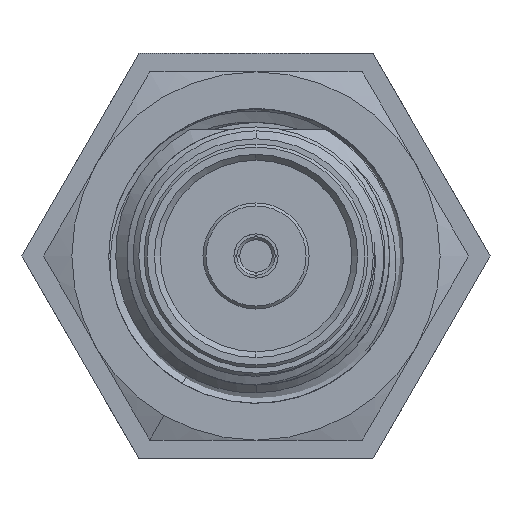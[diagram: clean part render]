
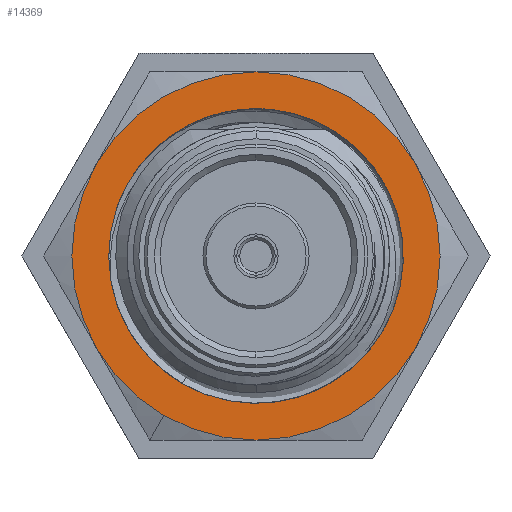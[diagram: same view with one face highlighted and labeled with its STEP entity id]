
A CAD part, left-side view. The second image highlights one B-rep face of the part: STEP entity #14369.
In plain terms, the highlighted planar face has unit normal (-1, 0, 0).
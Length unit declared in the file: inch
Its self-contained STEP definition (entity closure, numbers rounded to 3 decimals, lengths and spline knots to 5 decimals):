
#40 = CARTESIAN_POINT ( 'NONE',  ( 0.418, 0., 0. ) ) ;
#84 = CIRCLE ( 'NONE', #5501, 0.3125 ) ;
#265 = CARTESIAN_POINT ( 'NONE',  ( 0.418, 0., 0. ) ) ;
#491 = DIRECTION ( 'NONE',  ( -1., 0., 0. ) ) ;
#496 = DIRECTION ( 'NONE',  ( -1., 0., 0. ) ) ;
#500 = CARTESIAN_POINT ( 'NONE',  ( 0.418, 0., 0. ) ) ;
#652 = DIRECTION ( 'NONE',  ( -1., 0., 0. ) ) ;
#1384 = CARTESIAN_POINT ( 'NONE',  ( 0.418, 0., 0. ) ) ;
#1609 = AXIS2_PLACEMENT_3D ( 'NONE', #15097, #16572, #18237 ) ;
#1650 = DIRECTION ( 'NONE',  ( -1., 0., 0. ) ) ;
#2056 = AXIS2_PLACEMENT_3D ( 'NONE', #2384, #491, #12641 ) ;
#2173 = DIRECTION ( 'NONE',  ( 0., 0.5, -0.866 ) ) ;
#2308 = ORIENTED_EDGE ( 'NONE', *, *, #17961, .F. ) ;
#2384 = CARTESIAN_POINT ( 'NONE',  ( 0.418, 0., 0. ) ) ;
#2913 = CIRCLE ( 'NONE', #19134, 0.3125 ) ;
#3323 = ORIENTED_EDGE ( 'NONE', *, *, #22246, .T. ) ;
#3384 = DIRECTION ( 'NONE',  ( 0., 0.5, -0.866 ) ) ;
#3417 = CIRCLE ( 'NONE', #8680, 0.3125 ) ;
#3873 = VERTEX_POINT ( 'NONE', #5138 ) ;
#4572 = VERTEX_POINT ( 'NONE', #14495 ) ;
#4663 = EDGE_CURVE ( 'NONE', #10666, #15630, #20147, .T. ) ;
#4793 = CARTESIAN_POINT ( 'NONE',  ( 0.418, 0., 0. ) ) ;
#4932 = CARTESIAN_POINT ( 'NONE',  ( 0.418, 0., 0. ) ) ;
#5138 = CARTESIAN_POINT ( 'NONE',  ( 0.418, 0., 0.3125 ) ) ;
#5501 = AXIS2_PLACEMENT_3D ( 'NONE', #1384, #13521, #13302 ) ;
#5545 = AXIS2_PLACEMENT_3D ( 'NONE', #500, #652, #12649 ) ;
#6346 = CARTESIAN_POINT ( 'NONE',  ( 0.418, 0.27063, -0.15625 ) ) ;
#6794 = CARTESIAN_POINT ( 'NONE',  ( 0.418, 0.15625, -0.27063 ) ) ;
#7744 = ORIENTED_EDGE ( 'NONE', *, *, #15272, .T. ) ;
#7812 = EDGE_CURVE ( 'NONE', #20213, #12016, #14896, .T. ) ;
#7880 = FACE_BOUND ( 'NONE', #18184, .T. ) ;
#7986 = CARTESIAN_POINT ( 'NONE',  ( 0.418, 0.27063, 0.15625 ) ) ;
#8260 = EDGE_CURVE ( 'NONE', #3873, #14546, #16269, .T. ) ;
#8597 = DIRECTION ( 'NONE',  ( 0., 0.5, -0.866 ) ) ;
#8680 = AXIS2_PLACEMENT_3D ( 'NONE', #40, #13880, #8597 ) ;
#9363 = PLANE ( 'NONE',  #15172 ) ;
#9408 = EDGE_CURVE ( 'NONE', #12016, #4572, #18173, .T. ) ;
#9433 = CIRCLE ( 'NONE', #11827, 0.25 ) ;
#9824 = EDGE_LOOP ( 'NONE', ( #20629, #20750, #21019, #3323, #7744, #14904, #17484 ) ) ;
#10095 = CARTESIAN_POINT ( 'NONE',  ( 0.418, 0.21894, 0.12069 ) ) ;
#10161 = CARTESIAN_POINT ( 'NONE',  ( 0.418, 0.06947, 0.24015 ) ) ;
#10666 = VERTEX_POINT ( 'NONE', #10095 ) ;
#11081 = DIRECTION ( 'NONE',  ( 0., 0.5, -0.866 ) ) ;
#11254 = ORIENTED_EDGE ( 'NONE', *, *, #4663, .F. ) ;
#11369 = CARTESIAN_POINT ( 'NONE',  ( 0.418, 0., 0. ) ) ;
#11740 = DIRECTION ( 'NONE',  ( -1., 0., 0. ) ) ;
#11827 = AXIS2_PLACEMENT_3D ( 'NONE', #265, #496, #12500 ) ;
#11890 = VERTEX_POINT ( 'NONE', #16815 ) ;
#12016 = VERTEX_POINT ( 'NONE', #6794 ) ;
#12500 = DIRECTION ( 'NONE',  ( 0., 0.5, -0.866 ) ) ;
#12641 = DIRECTION ( 'NONE',  ( 0., 0.5, -0.866 ) ) ;
#12649 = DIRECTION ( 'NONE',  ( 0., 0.5, -0.866 ) ) ;
#12659 = DIRECTION ( 'NONE',  ( -1., 0., 0. ) ) ;
#12817 = CARTESIAN_POINT ( 'NONE',  ( 0.418, 0., 0. ) ) ;
#12905 = DIRECTION ( 'NONE',  ( -1., 0., 0. ) ) ;
#13302 = DIRECTION ( 'NONE',  ( 0., 0.5, -0.866 ) ) ;
#13415 = DIRECTION ( 'NONE',  ( 0., 0.5, -0.866 ) ) ;
#13521 = DIRECTION ( 'NONE',  ( -1., 0., 0. ) ) ;
#13667 = AXIS2_PLACEMENT_3D ( 'NONE', #12817, #12659, #2173 ) ;
#13880 = DIRECTION ( 'NONE',  ( -1., 0., 0. ) ) ;
#14369 = ADVANCED_FACE ( 'NONE', ( #7880, #16309 ), #9363, .T. ) ;
#14495 = CARTESIAN_POINT ( 'NONE',  ( 0.418, 0., -0.3125 ) ) ;
#14546 = VERTEX_POINT ( 'NONE', #7986 ) ;
#14794 = EDGE_CURVE ( 'NONE', #4572, #11890, #2913, .T. ) ;
#14896 = CIRCLE ( 'NONE', #17619, 0.3125 ) ;
#14904 = ORIENTED_EDGE ( 'NONE', *, *, #8260, .T. ) ;
#15097 = CARTESIAN_POINT ( 'NONE',  ( 0.418, 0., 0. ) ) ;
#15172 = AXIS2_PLACEMENT_3D ( 'NONE', #11369, #12905, #11081 ) ;
#15272 = EDGE_CURVE ( 'NONE', #18641, #3873, #21985, .T. ) ;
#15630 = VERTEX_POINT ( 'NONE', #10161 ) ;
#16144 = CARTESIAN_POINT ( 'NONE',  ( 0.418, -0.27063, 0.15625 ) ) ;
#16269 = CIRCLE ( 'NONE', #13667, 0.3125 ) ;
#16309 = FACE_OUTER_BOUND ( 'NONE', #9824, .T. ) ;
#16572 = DIRECTION ( 'NONE',  ( -1., 0., 0. ) ) ;
#16815 = CARTESIAN_POINT ( 'NONE',  ( 0.418, -0.27063, -0.15625 ) ) ;
#17484 = ORIENTED_EDGE ( 'NONE', *, *, #18315, .T. ) ;
#17619 = AXIS2_PLACEMENT_3D ( 'NONE', #4793, #11740, #13415 ) ;
#17961 = EDGE_CURVE ( 'NONE', #15630, #10666, #9433, .T. ) ;
#18173 = CIRCLE ( 'NONE', #1609, 0.3125 ) ;
#18184 = EDGE_LOOP ( 'NONE', ( #11254, #2308 ) ) ;
#18237 = DIRECTION ( 'NONE',  ( 0., 0.5, -0.866 ) ) ;
#18315 = EDGE_CURVE ( 'NONE', #14546, #20213, #3417, .T. ) ;
#18641 = VERTEX_POINT ( 'NONE', #16144 ) ;
#19134 = AXIS2_PLACEMENT_3D ( 'NONE', #4932, #1650, #3384 ) ;
#20147 = CIRCLE ( 'NONE', #5545, 0.25 ) ;
#20213 = VERTEX_POINT ( 'NONE', #6346 ) ;
#20629 = ORIENTED_EDGE ( 'NONE', *, *, #7812, .T. ) ;
#20750 = ORIENTED_EDGE ( 'NONE', *, *, #9408, .T. ) ;
#21019 = ORIENTED_EDGE ( 'NONE', *, *, #14794, .T. ) ;
#21985 = CIRCLE ( 'NONE', #2056, 0.3125 ) ;
#22246 = EDGE_CURVE ( 'NONE', #11890, #18641, #84, .T. ) ;
